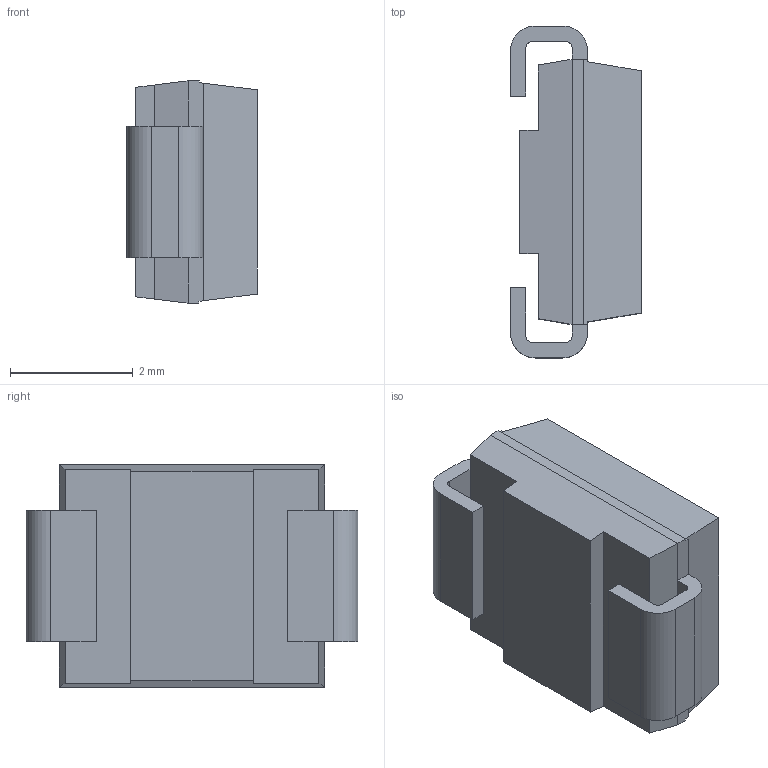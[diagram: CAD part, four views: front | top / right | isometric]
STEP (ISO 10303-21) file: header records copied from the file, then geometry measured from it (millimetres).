
FILE_DESCRIPTION((''),'2;1');
FILE_NAME('TISP4XXXM3BJ','2012-08-31T',('ryans'),('Bourns, Inc.'),'PRO/ENGINEER BY PARAMETRIC TECHNOLOGY CORPORATION, 2010100','PRO/ENGINEER BY PARAMETRIC TECHNOLOGY CORPORATION, 2010100','');
FILE_SCHEMA(('CONFIG_CONTROL_DESIGN'));
Length unit declared in the file: millimetre
Products named in the file (1): TISP4XXXM3BJ
Bounding box: 2.13 x 5.4 x 3.62 mm (x, y, z)
Volume: 28.9 mm3; surface area: 78.3 mm2
Topology: 1 solids, 1 shells, 48 faces, 130 edges, 84 vertices
Faces by surface type: plane 40, cylinder 8
Entity records: 1524 total; most frequent: CARTESIAN_POINT 262, ORIENTED_EDGE 260, DIRECTION 242, EDGE_CURVE 130, VECTOR 114, LINE 114, VERTEX_POINT 84, AXIS2_PLACEMENT_3D 64
